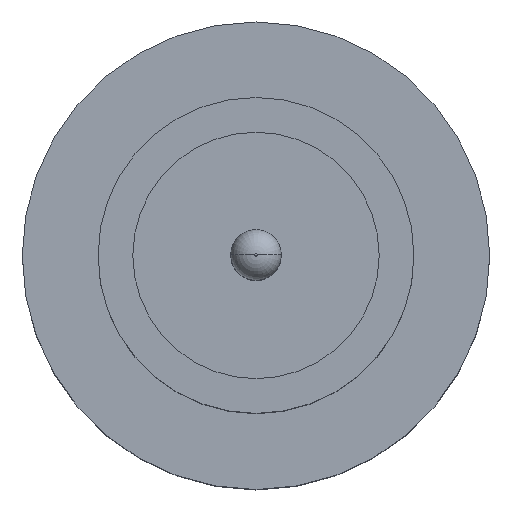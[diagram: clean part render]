
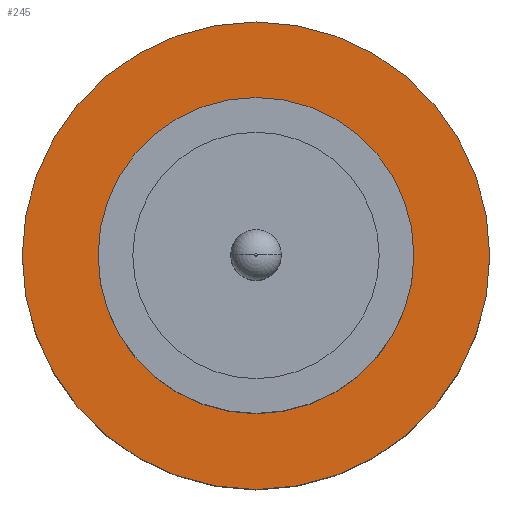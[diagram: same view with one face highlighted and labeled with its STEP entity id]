
A CAD part, top view. The second image highlights one B-rep face of the part: STEP entity #245.
In plain terms, the highlighted planar face has unit normal (0, 0, 1).
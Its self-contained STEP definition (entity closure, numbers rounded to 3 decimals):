
#26 = CARTESIAN_POINT ( 'NONE',  ( -1.25, 0., 1.55 ) ) ;
#43 = DIRECTION ( 'NONE',  ( 1., 0., 0. ) ) ;
#48 = CARTESIAN_POINT ( 'NONE',  ( 0., 0., 1.55 ) ) ;
#65 = CARTESIAN_POINT ( 'NONE',  ( 0., 0., 1.55 ) ) ;
#66 = AXIS2_PLACEMENT_3D ( 'NONE', #65, #766, #43 ) ;
#103 = ORIENTED_EDGE ( 'NONE', *, *, #392, .T. ) ;
#117 = CARTESIAN_POINT ( 'NONE',  ( -1.85, 0., 1.55 ) ) ;
#128 = DIRECTION ( 'NONE',  ( 1., 0., 0. ) ) ;
#151 = ORIENTED_EDGE ( 'NONE', *, *, #634, .F. ) ;
#159 = DIRECTION ( 'NONE',  ( 1., 0., 0. ) ) ;
#187 = CIRCLE ( 'NONE', #66, 1.25 ) ;
#198 = ORIENTED_EDGE ( 'NONE', *, *, #590, .T. ) ;
#214 = DIRECTION ( 'NONE',  ( 0., 0., 1. ) ) ;
#228 = CIRCLE ( 'NONE', #808, 1.85 ) ;
#245 = ADVANCED_FACE ( 'NONE', ( #417, #829 ), #416, .T. ) ;
#263 = AXIS2_PLACEMENT_3D ( 'NONE', #48, #885, #538 ) ;
#289 = VERTEX_POINT ( 'NONE', #844 ) ;
#355 = DIRECTION ( 'NONE',  ( 0., 0., 1. ) ) ;
#358 = CARTESIAN_POINT ( 'NONE',  ( 0., 0., 1.55 ) ) ;
#362 = CIRCLE ( 'NONE', #774, 1.25 ) ;
#392 = EDGE_CURVE ( 'NONE', #509, #571, #738, .T. ) ;
#405 = CARTESIAN_POINT ( 'NONE',  ( 0., 0., 1.55 ) ) ;
#406 = EDGE_LOOP ( 'NONE', ( #151, #743 ) ) ;
#416 = PLANE ( 'NONE',  #783 ) ;
#417 = FACE_BOUND ( 'NONE', #406, .T. ) ;
#509 = VERTEX_POINT ( 'NONE', #551 ) ;
#538 = DIRECTION ( 'NONE',  ( 1., 0., 0. ) ) ;
#551 = CARTESIAN_POINT ( 'NONE',  ( 1.85, 0., 1.55 ) ) ;
#571 = VERTEX_POINT ( 'NONE', #117 ) ;
#590 = EDGE_CURVE ( 'NONE', #571, #509, #228, .T. ) ;
#634 = EDGE_CURVE ( 'NONE', #289, #788, #362, .T. ) ;
#732 = EDGE_CURVE ( 'NONE', #788, #289, #187, .T. ) ;
#738 = CIRCLE ( 'NONE', #263, 1.85 ) ;
#743 = ORIENTED_EDGE ( 'NONE', *, *, #732, .F. ) ;
#754 = CARTESIAN_POINT ( 'NONE',  ( 0., 0., 1.55 ) ) ;
#766 = DIRECTION ( 'NONE',  ( 0., 0., 1. ) ) ;
#774 = AXIS2_PLACEMENT_3D ( 'NONE', #358, #355, #159 ) ;
#783 = AXIS2_PLACEMENT_3D ( 'NONE', #754, #214, #839 ) ;
#788 = VERTEX_POINT ( 'NONE', #26 ) ;
#808 = AXIS2_PLACEMENT_3D ( 'NONE', #405, #832, #128 ) ;
#829 = FACE_OUTER_BOUND ( 'NONE', #888, .T. ) ;
#832 = DIRECTION ( 'NONE',  ( 0., 0., 1. ) ) ;
#839 = DIRECTION ( 'NONE',  ( 1., 0., 0. ) ) ;
#844 = CARTESIAN_POINT ( 'NONE',  ( 1.25, 0., 1.55 ) ) ;
#885 = DIRECTION ( 'NONE',  ( 0., 0., 1. ) ) ;
#888 = EDGE_LOOP ( 'NONE', ( #198, #103 ) ) ;
